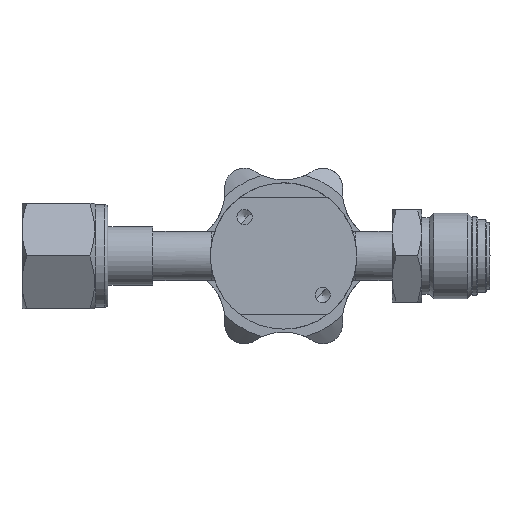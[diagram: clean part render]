
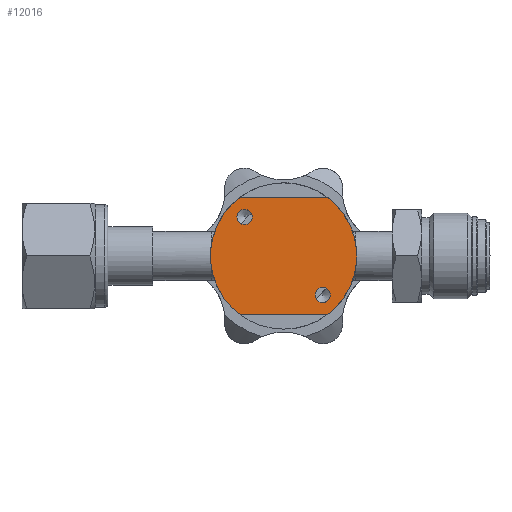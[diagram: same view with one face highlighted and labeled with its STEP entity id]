
A CAD part, front view. The second image highlights one B-rep face of the part: STEP entity #12016.
In plain terms, the highlighted planar face has unit normal (0, -1, 0).
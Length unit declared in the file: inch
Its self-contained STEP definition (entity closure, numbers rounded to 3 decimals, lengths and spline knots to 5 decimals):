
#984=LINE('',#18839,#2013);
#985=LINE('',#18843,#2014);
#2013=VECTOR('',#15259,0.88323);
#2014=VECTOR('',#15262,0.88323);
#3418=PLANE('',#12856);
#3605=FACE_BOUND('',#4822,.T.);
#3606=FACE_BOUND('',#4823,.T.);
#4078=FACE_OUTER_BOUND('',#4821,.T.);
#4821=EDGE_LOOP('',(#10262,#10263,#10264,#10265));
#4822=EDGE_LOOP('',(#10266));
#4823=EDGE_LOOP('',(#10267));
#5308=CIRCLE('',#12857,0.745);
#5309=CIRCLE('',#12858,0.745);
#5310=CIRCLE('',#12859,0.078);
#5311=CIRCLE('',#12860,0.078);
#6197=VERTEX_POINT('',#18837);
#6198=VERTEX_POINT('',#18838);
#6199=VERTEX_POINT('',#18840);
#6200=VERTEX_POINT('',#18842);
#6201=VERTEX_POINT('',#18845);
#6202=VERTEX_POINT('',#18847);
#7621=EDGE_CURVE('',#6197,#6198,#984,.T.);
#7622=EDGE_CURVE('',#6198,#6199,#5308,.T.);
#7623=EDGE_CURVE('',#6199,#6200,#985,.T.);
#7624=EDGE_CURVE('',#6200,#6197,#5309,.T.);
#7625=EDGE_CURVE('',#6201,#6201,#5310,.T.);
#7626=EDGE_CURVE('',#6202,#6202,#5311,.T.);
#10262=ORIENTED_EDGE('',*,*,#7621,.T.);
#10263=ORIENTED_EDGE('',*,*,#7622,.T.);
#10264=ORIENTED_EDGE('',*,*,#7623,.T.);
#10265=ORIENTED_EDGE('',*,*,#7624,.T.);
#10266=ORIENTED_EDGE('',*,*,#7625,.T.);
#10267=ORIENTED_EDGE('',*,*,#7626,.T.);
#12016=ADVANCED_FACE('',(#4078,#3605,#3606),#3418,.T.);
#12856=AXIS2_PLACEMENT_3D('',#18836,#15257,#15258);
#12857=AXIS2_PLACEMENT_3D('',#18841,#15260,#15261);
#12858=AXIS2_PLACEMENT_3D('',#18844,#15263,#15264);
#12859=AXIS2_PLACEMENT_3D('',#18846,#15265,#15266);
#12860=AXIS2_PLACEMENT_3D('',#18848,#15267,#15268);
#15257=DIRECTION('center_axis',(0.,-1.,0.));
#15258=DIRECTION('ref_axis',(-1.,0.,0.));
#15259=DIRECTION('',(-1.,0.,0.));
#15260=DIRECTION('center_axis',(0.,-1.,0.));
#15261=DIRECTION('ref_axis',(-1.,0.,0.));
#15262=DIRECTION('',(1.,0.,0.));
#15263=DIRECTION('center_axis',(0.,-1.,0.));
#15264=DIRECTION('ref_axis',(-1.,0.,0.));
#15265=DIRECTION('center_axis',(0.,1.,0.));
#15266=DIRECTION('ref_axis',(-1.,0.,0.));
#15267=DIRECTION('center_axis',(0.,1.,0.));
#15268=DIRECTION('ref_axis',(-1.,0.,0.));
#18836=CARTESIAN_POINT('Origin',(0.,0.,0.));
#18837=CARTESIAN_POINT('',(0.44162,0.,0.6));
#18838=CARTESIAN_POINT('',(-0.44162,0.,0.6));
#18839=CARTESIAN_POINT('',(-0.22081,0.,0.6));
#18840=CARTESIAN_POINT('',(-0.44162,0.,-0.6));
#18841=CARTESIAN_POINT('Origin',(0.,0.,0.));
#18842=CARTESIAN_POINT('',(0.44162,0.,-0.6));
#18843=CARTESIAN_POINT('',(0.22081,0.,-0.6));
#18844=CARTESIAN_POINT('Origin',(0.,0.,0.));
#18845=CARTESIAN_POINT('',(0.31975,0.,-0.39775));
#18846=CARTESIAN_POINT('Origin',(0.39775,0.,
-0.39775));
#18847=CARTESIAN_POINT('',(-0.47575,0.,0.39775));
#18848=CARTESIAN_POINT('Origin',(-0.39775,0.,
0.39775));
